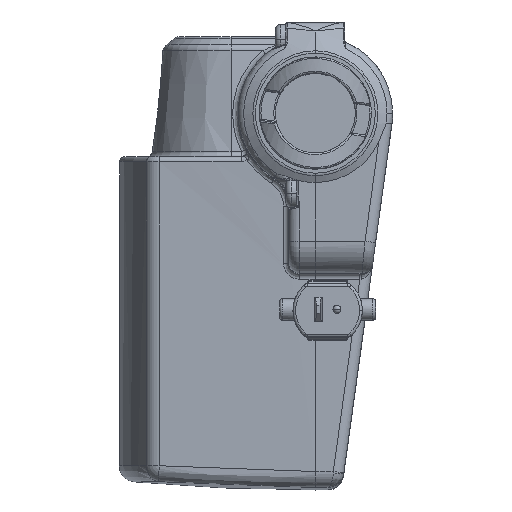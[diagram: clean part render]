
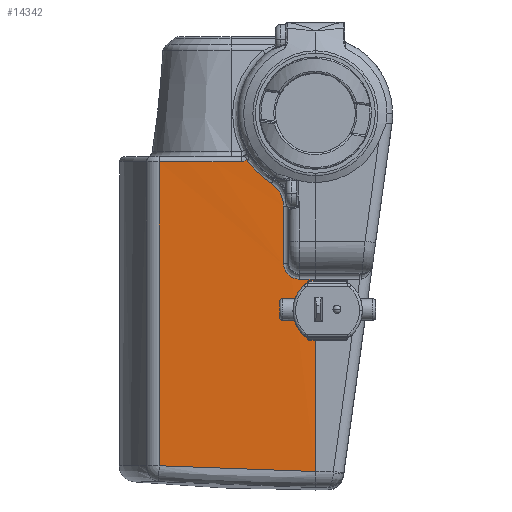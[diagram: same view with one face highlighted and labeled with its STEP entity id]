
A CAD part, top view. The second image highlights one B-rep face of the part: STEP entity #14342.
In plain terms, the highlighted cylindrical face has radius 500 mm (diameter 1000 mm), a partial arc.
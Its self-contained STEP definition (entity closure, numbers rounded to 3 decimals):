
#68 = B_SPLINE_CURVE_WITH_KNOTS ( 'NONE', 3,
 ( #13402, #13424, #13379, #13353, #13336, #13331, #13312, #13309, #13283, #13268, #13262, #13240, #13236, #13211, #13192, #13187 ),
 .UNSPECIFIED., .F., .F.,
 ( 4, 2, 2, 2, 2, 2, 2, 4 ),
 ( 0., 0.001, 0.001, 0.002, 0.002, 0.003, 0.004, 0.005 ),
 .UNSPECIFIED. ) ;
#149 = VERTEX_POINT ( 'NONE', #9404 ) ;
#370 = ORIENTED_EDGE ( 'NONE', *, *, #587, .T. ) ;
#464 = CARTESIAN_POINT ( 'NONE',  ( -6.194, -15.856, 20.952 ) ) ;
#587 = EDGE_CURVE ( 'NONE', #6585, #3901, #6475, .T. ) ;
#691 = ORIENTED_EDGE ( 'NONE', *, *, #20465, .T. ) ;
#703 = EDGE_CURVE ( 'NONE', #20183, #149, #68, .T. ) ;
#1378 = AXIS2_PLACEMENT_3D ( 'NONE', #5149, #16820, #6790 ) ;
#1521 = CARTESIAN_POINT ( 'NONE',  ( -13.859, -9., 20.785 ) ) ;
#1575 = CARTESIAN_POINT ( 'NONE',  ( -13.129, -8.872, 20.806 ) ) ;
#1598 = CARTESIAN_POINT ( 'NONE',  ( 0., -31., 21. ) ) ;
#1804 = DIRECTION ( 'NONE',  ( 0., 0., -1. ) ) ;
#1817 = DIRECTION ( 'NONE',  ( 0., -1., 0. ) ) ;
#1868 = CARTESIAN_POINT ( 'NONE',  ( 0.818, -31., -478.999 ) ) ;
#2538 = LINE ( 'NONE', #8726, #10928 ) ;
#2804 = B_SPLINE_CURVE_WITH_KNOTS ( 'NONE', 3,
 ( #4557, #12339, #19887, #464, #20938, #20787, #20877, #21011, #21284, #21154, #21089, #20734, #20711 ),
 .UNSPECIFIED., .F., .F.,
 ( 4, 2, 2, 1, 2, 2, 4 ),
 ( 0., 0.001, 0.002, 0.002, 0.003, 0.004, 0.005 ),
 .UNSPECIFIED. ) ;
#3177 = CARTESIAN_POINT ( 'NONE',  ( -13.672, -9., 20.791 ) ) ;
#3476 = DIRECTION ( 'NONE',  ( 0., 0., 1. ) ) ;
#3901 = VERTEX_POINT ( 'NONE', #17853 ) ;
#3904 = B_SPLINE_CURVE_WITH_KNOTS ( 'NONE', 3,
 ( #4768, #18097, #1575, #13229, #3177, #14890 ),
 .UNSPECIFIED., .F., .F.,
 ( 4, 2, 4 ),
 ( 0., 0.001, 0.001 ),
 .UNSPECIFIED. ) ;
#4001 = B_SPLINE_CURVE_WITH_KNOTS ( 'NONE', 3,
 ( #11403, #11191, #11077, #11034 ),
 .UNSPECIFIED., .F., .F.,
 ( 4, 4 ),
 ( 0., 0.029 ),
 .UNSPECIFIED. ) ;
#4320 = VECTOR ( 'NONE', #15040, 1000. ) ;
#4444 = VERTEX_POINT ( 'NONE', #1598 ) ;
#4557 = CARTESIAN_POINT ( 'NONE',  ( -5.986, -17.299, 20.954 ) ) ;
#4768 = CARTESIAN_POINT ( 'NONE',  ( -12.801, -8.699, 20.815 ) ) ;
#4916 = EDGE_CURVE ( 'NONE', #6537, #14435, #10178, .T. ) ;
#4954 = EDGE_CURVE ( 'NONE', #3901, #19326, #4001, .T. ) ;
#5039 = AXIS2_PLACEMENT_3D ( 'NONE', #1868, #1817, #1804 ) ;
#5149 = CARTESIAN_POINT ( 'NONE',  ( 0.818, -9., -478.999 ) ) ;
#5662 = CARTESIAN_POINT ( 'NONE',  ( -29.26, -9., 20.095 ) ) ;
#6031 = EDGE_CURVE ( 'NONE', #149, #16003, #8771, .T. ) ;
#6462 = EDGE_CURVE ( 'NONE', #19326, #4444, #2538, .T. ) ;
#6475 = LINE ( 'NONE', #15207, #20174 ) ;
#6537 = VERTEX_POINT ( 'NONE', #6628 ) ;
#6585 = VERTEX_POINT ( 'NONE', #5662 ) ;
#6628 = CARTESIAN_POINT ( 'NONE',  ( -8.299, -13.08, 20.918 ) ) ;
#6774 = ORIENTED_EDGE ( 'NONE', *, *, #703, .T. ) ;
#6790 = DIRECTION ( 'NONE',  ( 0., 0., -1. ) ) ;
#7346 = ORIENTED_EDGE ( 'NONE', *, *, #13601, .T. ) ;
#7981 = AXIS2_PLACEMENT_3D ( 'NONE', #13602, #15185, #3476 ) ;
#8055 = EDGE_CURVE ( 'NONE', #16003, #6537, #2804, .T. ) ;
#8642 = DIRECTION ( 'NONE',  ( 0., 1., 0. ) ) ;
#8726 = CARTESIAN_POINT ( 'NONE',  ( 0., -82.5, 21. ) ) ;
#8728 = CYLINDRICAL_SURFACE ( 'NONE', #7981, 500. ) ;
#8771 = LINE ( 'NONE', #15184, #4320 ) ;
#9244 = ORIENTED_EDGE ( 'NONE', *, *, #4916, .T. ) ;
#9404 = CARTESIAN_POINT ( 'NONE',  ( -5.986, -28., 20.954 ) ) ;
#10178 = B_SPLINE_CURVE_WITH_KNOTS ( 'NONE', 3,
 ( #12072, #12090, #12132, #12000, #11946, #11917, #11866, #11845 ),
 .UNSPECIFIED., .F., .F.,
 ( 4, 2, 2, 4 ),
 ( 0., 0.003, 0.005, 0.006 ),
 .UNSPECIFIED. ) ;
#10469 = ORIENTED_EDGE ( 'NONE', *, *, #6031, .T. ) ;
#10586 = CARTESIAN_POINT ( 'NONE',  ( -5.986, -17.299, 20.954 ) ) ;
#10928 = VECTOR ( 'NONE', #8642, 1000. ) ;
#11034 = CARTESIAN_POINT ( 'NONE',  ( 0., -67.071, 21. ) ) ;
#11077 = CARTESIAN_POINT ( 'NONE',  ( -9.775, -67.072, 20.984 ) ) ;
#11191 = CARTESIAN_POINT ( 'NONE',  ( -19.529, -66.713, 20.682 ) ) ;
#11403 = CARTESIAN_POINT ( 'NONE',  ( -29.26, -65.993, 20.095 ) ) ;
#11845 = CARTESIAN_POINT ( 'NONE',  ( -12.801, -8.699, 20.815 ) ) ;
#11866 = CARTESIAN_POINT ( 'NONE',  ( -12.504, -9.138, 20.823 ) ) ;
#11917 = CARTESIAN_POINT ( 'NONE',  ( -12.183, -9.564, 20.832 ) ) ;
#11946 = CARTESIAN_POINT ( 'NONE',  ( -11.504, -10.374, 20.849 ) ) ;
#12000 = CARTESIAN_POINT ( 'NONE',  ( -11.146, -10.76, 20.858 ) ) ;
#12072 = CARTESIAN_POINT ( 'NONE',  ( -8.299, -13.08, 20.918 ) ) ;
#12090 = CARTESIAN_POINT ( 'NONE',  ( -9.195, -12.508, 20.901 ) ) ;
#12132 = CARTESIAN_POINT ( 'NONE',  ( -10.018, -11.856, 20.884 ) ) ;
#12186 = CARTESIAN_POINT ( 'NONE',  ( -12.801, -8.699, 20.815 ) ) ;
#12339 = CARTESIAN_POINT ( 'NONE',  ( -5.986, -16.877, 20.954 ) ) ;
#12686 = VERTEX_POINT ( 'NONE', #1521 ) ;
#12847 = ORIENTED_EDGE ( 'NONE', *, *, #6462, .T. ) ;
#13187 = CARTESIAN_POINT ( 'NONE',  ( -5.986, -28., 20.954 ) ) ;
#13192 = CARTESIAN_POINT ( 'NONE',  ( -5.986, -28.396, 20.954 ) ) ;
#13211 = CARTESIAN_POINT ( 'NONE',  ( -5.907, -28.789, 20.955 ) ) ;
#13229 = CARTESIAN_POINT ( 'NONE',  ( -13.486, -8.974, 20.796 ) ) ;
#13236 = CARTESIAN_POINT ( 'NONE',  ( -5.683, -29.33, 20.958 ) ) ;
#13240 = CARTESIAN_POINT ( 'NONE',  ( -5.59, -29.504, 20.96 ) ) ;
#13262 = CARTESIAN_POINT ( 'NONE',  ( -5.372, -29.832, 20.962 ) ) ;
#13268 = CARTESIAN_POINT ( 'NONE',  ( -5.248, -29.983, 20.964 ) ) ;
#13283 = CARTESIAN_POINT ( 'NONE',  ( -4.972, -30.259, 20.967 ) ) ;
#13309 = CARTESIAN_POINT ( 'NONE',  ( -4.818, -30.386, 20.969 ) ) ;
#13312 = CARTESIAN_POINT ( 'NONE',  ( -4.492, -30.604, 20.972 ) ) ;
#13331 = CARTESIAN_POINT ( 'NONE',  ( -4.32, -30.696, 20.974 ) ) ;
#13336 = CARTESIAN_POINT ( 'NONE',  ( -3.958, -30.847, 20.978 ) ) ;
#13353 = CARTESIAN_POINT ( 'NONE',  ( -3.768, -30.904, 20.98 ) ) ;
#13379 = CARTESIAN_POINT ( 'NONE',  ( -3.385, -30.981, 20.983 ) ) ;
#13402 = CARTESIAN_POINT ( 'NONE',  ( -2.992, -31., 20.986 ) ) ;
#13410 = ORIENTED_EDGE ( 'NONE', *, *, #8055, .T. ) ;
#13424 = CARTESIAN_POINT ( 'NONE',  ( -3.19, -31., 20.985 ) ) ;
#13601 = EDGE_CURVE ( 'NONE', #4444, #20183, #18103, .T. ) ;
#13602 = CARTESIAN_POINT ( 'NONE',  ( 0.818, -82.5, -478.999 ) ) ;
#13740 = FACE_OUTER_BOUND ( 'NONE', #16068, .T. ) ;
#14308 = EDGE_CURVE ( 'NONE', #12686, #6585, #18085, .T. ) ;
#14342 = ADVANCED_FACE ( 'NONE', ( #13740 ), #8728, .T. ) ;
#14411 = DIRECTION ( 'NONE',  ( 0., -1., 0. ) ) ;
#14435 = VERTEX_POINT ( 'NONE', #12186 ) ;
#14890 = CARTESIAN_POINT ( 'NONE',  ( -13.859, -9., 20.785 ) ) ;
#15040 = DIRECTION ( 'NONE',  ( 0., 1., 0. ) ) ;
#15184 = CARTESIAN_POINT ( 'NONE',  ( -5.986, -82.5, 20.954 ) ) ;
#15185 = DIRECTION ( 'NONE',  ( 0., 1., 0. ) ) ;
#15207 = CARTESIAN_POINT ( 'NONE',  ( -29.26, -82.5, 20.095 ) ) ;
#15566 = CARTESIAN_POINT ( 'NONE',  ( -2.992, -31., 20.986 ) ) ;
#15877 = ORIENTED_EDGE ( 'NONE', *, *, #14308, .T. ) ;
#16003 = VERTEX_POINT ( 'NONE', #10586 ) ;
#16068 = EDGE_LOOP ( 'NONE', ( #370, #19140, #12847, #7346, #6774, #10469, #13410, #9244, #691, #15877 ) ) ;
#16820 = DIRECTION ( 'NONE',  ( 0., -1., 0. ) ) ;
#16881 = CARTESIAN_POINT ( 'NONE',  ( 0., -67.071, 21. ) ) ;
#17853 = CARTESIAN_POINT ( 'NONE',  ( -29.26, -65.993, 20.095 ) ) ;
#18085 = CIRCLE ( 'NONE', #1378, 500. ) ;
#18097 = CARTESIAN_POINT ( 'NONE',  ( -12.96, -8.798, 20.811 ) ) ;
#18103 = CIRCLE ( 'NONE', #5039, 500. ) ;
#19140 = ORIENTED_EDGE ( 'NONE', *, *, #4954, .T. ) ;
#19326 = VERTEX_POINT ( 'NONE', #16881 ) ;
#19887 = CARTESIAN_POINT ( 'NONE',  ( -6.039, -16.463, 20.954 ) ) ;
#20174 = VECTOR ( 'NONE', #14411, 1000. ) ;
#20183 = VERTEX_POINT ( 'NONE', #15566 ) ;
#20465 = EDGE_CURVE ( 'NONE', #14435, #12686, #3904, .T. ) ;
#20711 = CARTESIAN_POINT ( 'NONE',  ( -8.299, -13.08, 20.918 ) ) ;
#20734 = CARTESIAN_POINT ( 'NONE',  ( -7.943, -13.306, 20.924 ) ) ;
#20787 = CARTESIAN_POINT ( 'NONE',  ( -6.414, -15.264, 20.948 ) ) ;
#20877 = CARTESIAN_POINT ( 'NONE',  ( -6.591, -14.886, 20.946 ) ) ;
#20938 = CARTESIAN_POINT ( 'NONE',  ( -6.26, -15.654, 20.951 ) ) ;
#21011 = CARTESIAN_POINT ( 'NONE',  ( -6.814, -14.534, 20.942 ) ) ;
#21089 = CARTESIAN_POINT ( 'NONE',  ( -7.623, -13.573, 20.93 ) ) ;
#21154 = CARTESIAN_POINT ( 'NONE',  ( -7.194, -14.03, 20.936 ) ) ;
#21284 = CARTESIAN_POINT ( 'NONE',  ( -7.06, -14.194, 20.939 ) ) ;
